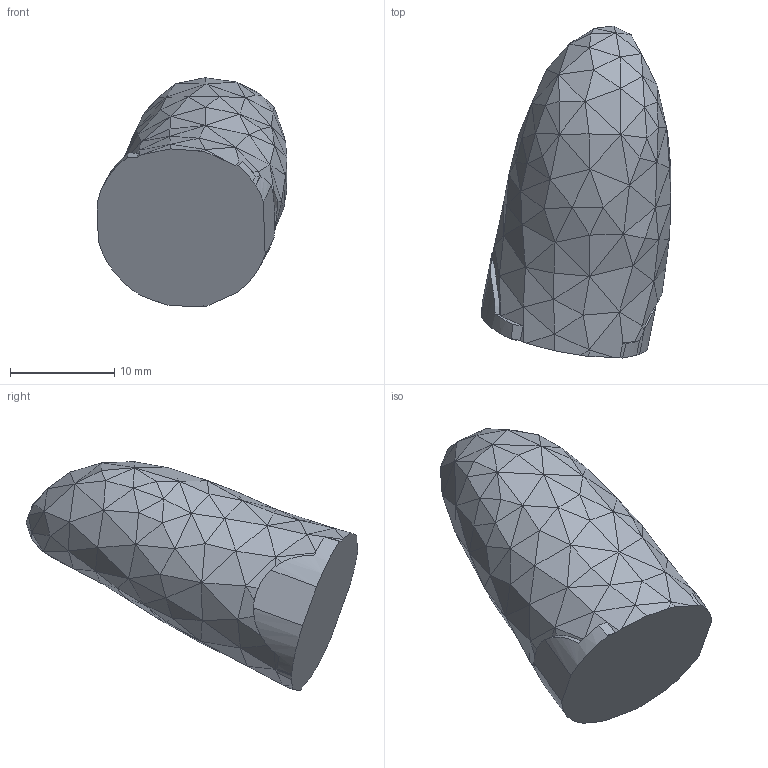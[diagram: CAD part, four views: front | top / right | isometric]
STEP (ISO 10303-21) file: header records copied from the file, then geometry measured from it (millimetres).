
FILE_DESCRIPTION (( 'STEP AP214' ), '1' );
FILE_NAME ('upper_pointer_finger_v2.STEP', '2025-04-25T15:48:31', ( '' ), ( '' ), 'SwSTEP 2.0', 'SolidWorks 2024', '' );
FILE_SCHEMA (( 'AUTOMOTIVE_DESIGN' ));
Length unit declared in the file: millimetre
Products named in the file (1): upper_pointer_finger_v2
Bounding box: 18.25 x 31.91 x 21.96 mm (x, y, z)
Volume: 4538.2 mm3; surface area: 1561.8 mm2
Topology: 1 solids, 1 shells, 296 faces, 504 edges, 210 vertices
Faces by surface type: plane 281, cylinder 13, bspline 2
Entity records: 6394 total; most frequent: CARTESIAN_POINT 1154, DIRECTION 1075, ORIENTED_EDGE 1008, EDGE_CURVE 504, VECTOR 449, LINE 449, AXIS2_PLACEMENT_3D 313, FACE_OUTER_BOUND 296
